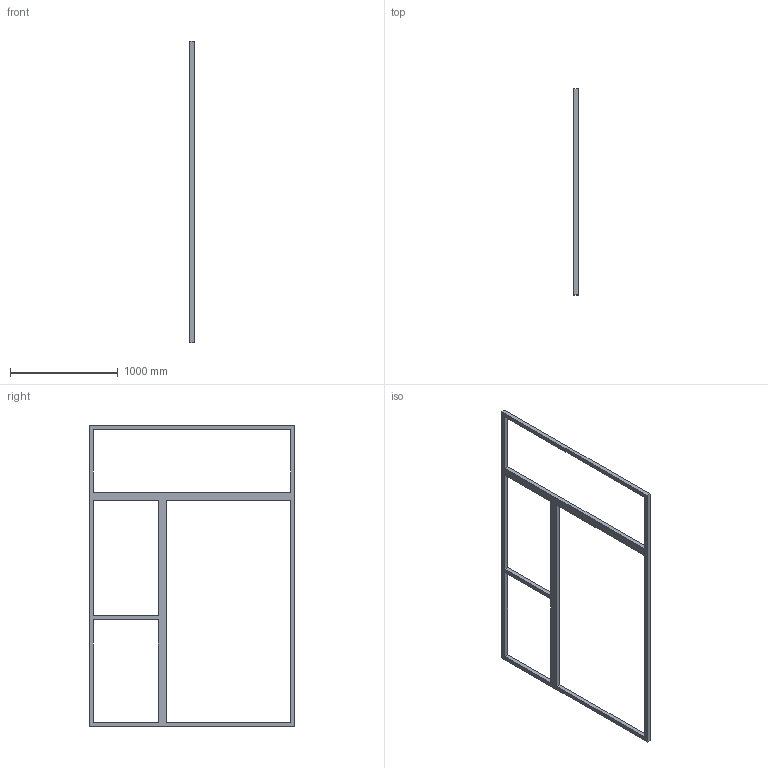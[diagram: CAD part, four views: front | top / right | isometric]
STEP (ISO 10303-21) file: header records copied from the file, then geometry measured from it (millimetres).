
FILE_DESCRIPTION(('CATIA V6 STEP','CAx-IF Rec.Pracs.--- Model Styling and Organization---1.5--- 2016-08-15','CAx-IF Rec.Pracs.---Supplemental Geometry---1.0---2011-11-01','CAx-IF Rec.Pracs.--- Composite Materials ---1.1---2010-07-15','CAx-IF Rec.Pracs.---External References---2.1---2005-01-19'),'2;1');
FILE_NAME('SB044680-01_Rep.stp','2020-03-22T23:55:37+00:00',('Michael Balsamo'),('Creator, Inc.'),'3DEXPERIENCE Platform3DEXPERIENCE R2020x HotFix 2.3','3DEXPERIENCE Platform STEP AP214 v1','opyright Creator, Inc., 2020. Licensed under CERN-OHL-P v2.');
FILE_SCHEMA(('AUTOMOTIVE_DESIGN { 1 0 10303 214 1 1 1 1 }'));
Length unit declared in the file: millimetre
Products named in the file (1): SB044680-01
Bounding box: 38.1 x 1908 x 2793.2 mm (x, y, z)
Volume: 25596619.5 mm3; surface area: 2376436 mm2
Topology: 1 solids, 1 shells, 22 faces, 94 edges, 93 vertices
Faces by surface type: plane 22
Entity records: 1060 total; most frequent: CARTESIAN_POINT 222, DIRECTION 132, ORIENTED_EDGE 120, VECTOR 94, LINE 94, EDGE_CURVE 60, VERTEX_POINT 40, COMPOSITE_CURVE_SEGMENT 34
